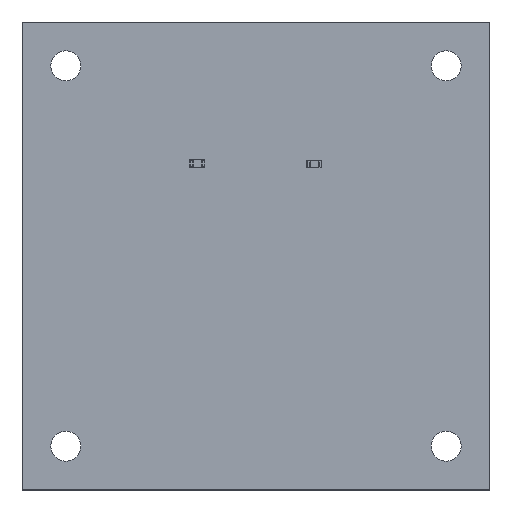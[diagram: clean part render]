
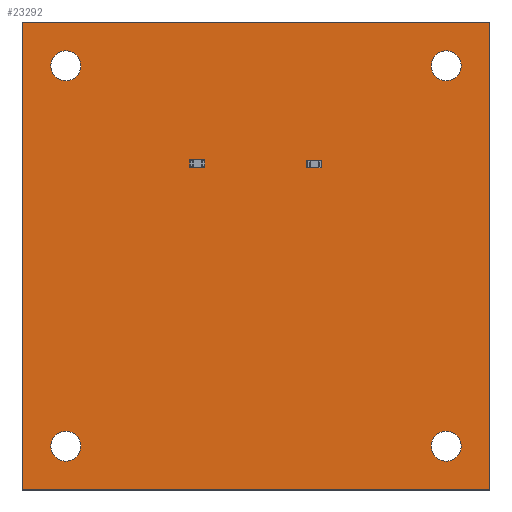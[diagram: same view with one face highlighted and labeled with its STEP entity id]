
A CAD part, top view. The second image highlights one B-rep face of the part: STEP entity #23292.
In plain terms, the highlighted planar face has unit normal (0, 0, 1).
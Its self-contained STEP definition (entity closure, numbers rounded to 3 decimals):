
#23136 = VERTEX_POINT('',#23137);
#23137 = CARTESIAN_POINT('',(25.,-25.,1.6));
#23143 = EDGE_CURVE('',#23136,#23144,#23146,.T.);
#23144 = VERTEX_POINT('',#23145);
#23145 = CARTESIAN_POINT('',(-25.,-25.,1.6));
#23146 = LINE('',#23147,#23148);
#23147 = CARTESIAN_POINT('',(25.,-25.,1.6));
#23148 = VECTOR('',#23149,1.);
#23149 = DIRECTION('',(-1.,0.,0.));
#23176 = VERTEX_POINT('',#23177);
#23177 = CARTESIAN_POINT('',(25.,25.,1.6));
#23183 = EDGE_CURVE('',#23176,#23136,#23184,.T.);
#23184 = LINE('',#23185,#23186);
#23185 = CARTESIAN_POINT('',(25.,25.,1.6));
#23186 = VECTOR('',#23187,1.);
#23187 = DIRECTION('',(0.,-1.,0.));
#23205 = EDGE_CURVE('',#23144,#23206,#23208,.T.);
#23206 = VERTEX_POINT('',#23207);
#23207 = CARTESIAN_POINT('',(-25.,25.,1.6));
#23208 = LINE('',#23209,#23210);
#23209 = CARTESIAN_POINT('',(-25.,-25.,1.6));
#23210 = VECTOR('',#23211,1.);
#23211 = DIRECTION('',(0.,1.,0.));
#23292 = ADVANCED_FACE('',(#23293,#23304,#23315,#23326,#23337),#23348,
  .T.);
#23293 = FACE_BOUND('',#23294,.T.);
#23294 = EDGE_LOOP('',(#23295,#23296,#23297,#23303));
#23295 = ORIENTED_EDGE('',*,*,#23143,.F.);
#23296 = ORIENTED_EDGE('',*,*,#23183,.F.);
#23297 = ORIENTED_EDGE('',*,*,#23298,.F.);
#23298 = EDGE_CURVE('',#23206,#23176,#23299,.T.);
#23299 = LINE('',#23300,#23301);
#23300 = CARTESIAN_POINT('',(-25.,25.,1.6));
#23301 = VECTOR('',#23302,1.);
#23302 = DIRECTION('',(1.,0.,0.));
#23303 = ORIENTED_EDGE('',*,*,#23205,.F.);
#23304 = FACE_BOUND('',#23305,.T.);
#23305 = EDGE_LOOP('',(#23306));
#23306 = ORIENTED_EDGE('',*,*,#23307,.T.);
#23307 = EDGE_CURVE('',#23308,#23308,#23310,.T.);
#23308 = VERTEX_POINT('',#23309);
#23309 = CARTESIAN_POINT('',(-20.32,-21.92,1.6));
#23310 = CIRCLE('',#23311,1.6);
#23311 = AXIS2_PLACEMENT_3D('',#23312,#23313,#23314);
#23312 = CARTESIAN_POINT('',(-20.32,-20.32,1.6));
#23313 = DIRECTION('',(-0.,0.,-1.));
#23314 = DIRECTION('',(-0.,-1.,0.));
#23315 = FACE_BOUND('',#23316,.T.);
#23316 = EDGE_LOOP('',(#23317));
#23317 = ORIENTED_EDGE('',*,*,#23318,.T.);
#23318 = EDGE_CURVE('',#23319,#23319,#23321,.T.);
#23319 = VERTEX_POINT('',#23320);
#23320 = CARTESIAN_POINT('',(20.32,-21.92,1.6));
#23321 = CIRCLE('',#23322,1.6);
#23322 = AXIS2_PLACEMENT_3D('',#23323,#23324,#23325);
#23323 = CARTESIAN_POINT('',(20.32,-20.32,1.6));
#23324 = DIRECTION('',(-0.,0.,-1.));
#23325 = DIRECTION('',(-0.,-1.,0.));
#23326 = FACE_BOUND('',#23327,.T.);
#23327 = EDGE_LOOP('',(#23328));
#23328 = ORIENTED_EDGE('',*,*,#23329,.T.);
#23329 = EDGE_CURVE('',#23330,#23330,#23332,.T.);
#23330 = VERTEX_POINT('',#23331);
#23331 = CARTESIAN_POINT('',(-20.32,18.72,1.6));
#23332 = CIRCLE('',#23333,1.6);
#23333 = AXIS2_PLACEMENT_3D('',#23334,#23335,#23336);
#23334 = CARTESIAN_POINT('',(-20.32,20.32,1.6));
#23335 = DIRECTION('',(-0.,0.,-1.));
#23336 = DIRECTION('',(-0.,-1.,0.));
#23337 = FACE_BOUND('',#23338,.T.);
#23338 = EDGE_LOOP('',(#23339));
#23339 = ORIENTED_EDGE('',*,*,#23340,.T.);
#23340 = EDGE_CURVE('',#23341,#23341,#23343,.T.);
#23341 = VERTEX_POINT('',#23342);
#23342 = CARTESIAN_POINT('',(20.32,18.72,1.6));
#23343 = CIRCLE('',#23344,1.6);
#23344 = AXIS2_PLACEMENT_3D('',#23345,#23346,#23347);
#23345 = CARTESIAN_POINT('',(20.32,20.32,1.6));
#23346 = DIRECTION('',(-0.,0.,-1.));
#23347 = DIRECTION('',(-0.,-1.,0.));
#23348 = PLANE('',#23349);
#23349 = AXIS2_PLACEMENT_3D('',#23350,#23351,#23352);
#23350 = CARTESIAN_POINT('',(0.,0.,1.6));
#23351 = DIRECTION('',(0.,0.,1.));
#23352 = DIRECTION('',(1.,0.,-0.));
